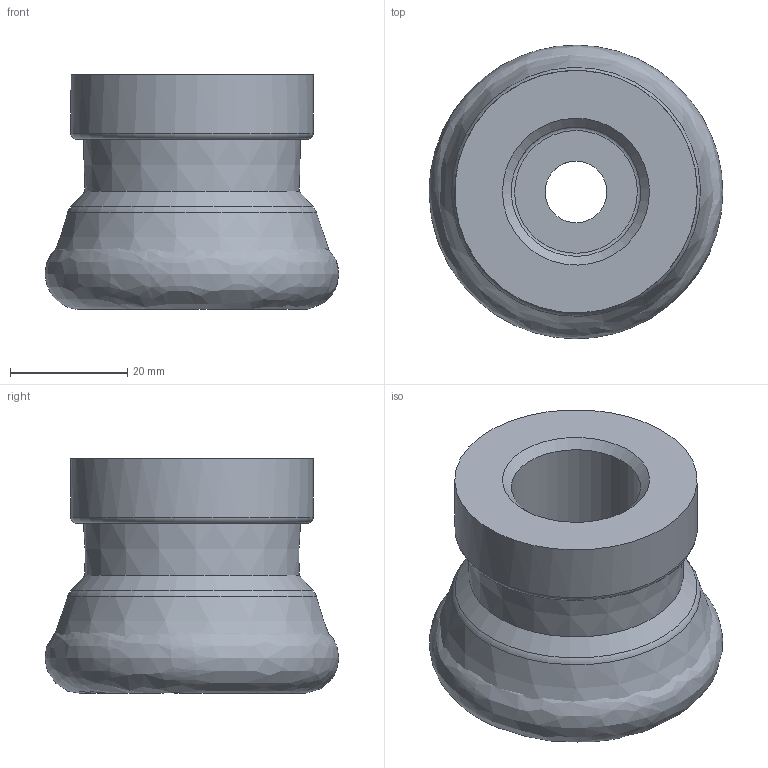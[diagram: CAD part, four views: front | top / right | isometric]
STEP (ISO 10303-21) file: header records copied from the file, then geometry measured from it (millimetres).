
FILE_DESCRIPTION(/* description */ (''),/* implementation_level */ '2;1');
FILE_NAME(/* name */ '1668155852949.stp',/* time_stamp */ '2022-11-11T14:07:48+06:00',/* author */ (''),/* organization */ ('SMS'),/* preprocessor_version */ 'ST-DEVELOPER v16.7',/* originating_system */ 'SIEMENS PLM Software NX 12.0',/* authorisation */ '');
FILE_SCHEMA (('AUTOMOTIVE_DESIGN { 1 0 10303 214 3 1 1 1 }'));
Length unit declared in the file: millimetre
Products named in the file (4): 204373886mod000_00; ASSEMBLY_CONSTRUCTION; 204374895mod000_00; 204374896mod000_00
Assembly tree (3 placements, depth 2):
  204374896mod000_00
    204374895mod000_00
    ASSEMBLY_CONSTRUCTION
    204373886mod000_00
Bounding box: 49.99 x 50 x 40 mm (x, y, z)
Volume: 53470.6 mm3; surface area: 14837.7 mm2
Topology: 2 solids, 3 shells, 66 faces, 158 edges, 110 vertices
Faces by surface type: plane 25, cone 13, extrusion 12, torus 8, cylinder 7, bspline 1
Full cylindrical faces by diameter (mm): 10.5 x1, 17.1 x1, 22.011 x1, 22.5 x1, 41.3 x1
Entity records: 4365 total; most frequent: CARTESIAN_POINT 2748, DIRECTION 318, ORIENTED_EDGE 252, AXIS2_PLACEMENT_3D 135, EDGE_CURVE 126, EDGE_LOOP 90, VERTEX_POINT 90, ADVANCED_FACE 66
